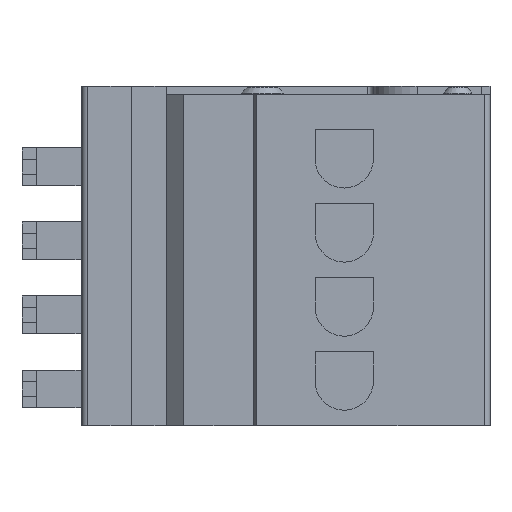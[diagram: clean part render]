
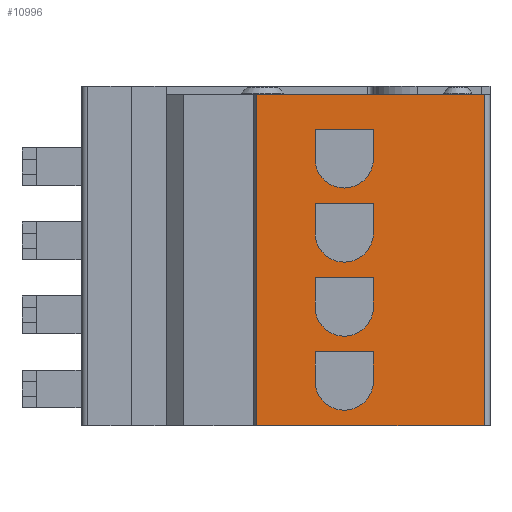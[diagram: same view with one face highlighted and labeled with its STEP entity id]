
A CAD part, left-side view. The second image highlights one B-rep face of the part: STEP entity #10996.
In plain terms, the highlighted planar face has unit normal (-1, 0, 0).
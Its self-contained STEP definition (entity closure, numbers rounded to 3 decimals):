
#699=DIRECTION('',(0.,-1.,0.));
#700=VECTOR('',#699,7.8);
#701=CARTESIAN_POINT('',(0.,8.,-7.62));
#702=LINE('',#701,#700);
#958=DIRECTION('',(0.,-1.,0.));
#959=VECTOR('',#958,2.);
#960=CARTESIAN_POINT('',(0.,6.,-5.08));
#961=LINE('',#960,#959);
#2109=DIRECTION('',(0.,0.,-1.));
#2110=VECTOR('',#2109,11.36);
#2111=CARTESIAN_POINT('',(0.,8.,3.74));
#2112=LINE('',#2111,#2110);
#2121=DIRECTION('',(0.,0.,-1.));
#2122=VECTOR('',#2121,11.36);
#2123=CARTESIAN_POINT('',(0.,0.2,3.74));
#2124=LINE('',#2123,#2122);
#2125=DIRECTION('',(0.,-1.,0.));
#2126=VECTOR('',#2125,7.8);
#2127=CARTESIAN_POINT('',(0.,8.,3.74));
#2128=LINE('',#2127,#2126);
#2129=DIRECTION('',(0.,0.,-1.));
#2130=VECTOR('',#2129,1.);
#2131=CARTESIAN_POINT('',(0.,6.,2.54));
#2132=LINE('',#2131,#2130);
#2133=CARTESIAN_POINT('',(0.,5.,1.54));
#2134=DIRECTION('',(-1.,0.,0.));
#2135=DIRECTION('',(0.,1.,0.));
#2136=AXIS2_PLACEMENT_3D('',#2133,#2134,#2135);
#2138=DIRECTION('',(0.,0.,-1.));
#2139=VECTOR('',#2138,1.);
#2140=CARTESIAN_POINT('',(0.,4.,2.54));
#2141=LINE('',#2140,#2139);
#2142=DIRECTION('',(0.,0.,-1.));
#2143=VECTOR('',#2142,1.);
#2144=CARTESIAN_POINT('',(0.,6.,0.));
#2145=LINE('',#2144,#2143);
#2146=CARTESIAN_POINT('',(0.,5.,-1.));
#2147=DIRECTION('',(-1.,0.,0.));
#2148=DIRECTION('',(0.,1.,0.));
#2149=AXIS2_PLACEMENT_3D('',#2146,#2147,#2148);
#2151=DIRECTION('',(0.,0.,-1.));
#2152=VECTOR('',#2151,1.);
#2153=CARTESIAN_POINT('',(0.,4.,0.));
#2154=LINE('',#2153,#2152);
#2155=DIRECTION('',(0.,0.,-1.));
#2156=VECTOR('',#2155,1.);
#2157=CARTESIAN_POINT('',(0.,6.,-2.54));
#2158=LINE('',#2157,#2156);
#2159=CARTESIAN_POINT('',(0.,5.,-3.54));
#2160=DIRECTION('',(-1.,0.,0.));
#2161=DIRECTION('',(0.,1.,0.));
#2162=AXIS2_PLACEMENT_3D('',#2159,#2160,#2161);
#2164=DIRECTION('',(0.,0.,-1.));
#2165=VECTOR('',#2164,1.);
#2166=CARTESIAN_POINT('',(0.,4.,-2.54));
#2167=LINE('',#2166,#2165);
#2172=DIRECTION('',(0.,0.,-1.));
#2173=VECTOR('',#2172,1.);
#2174=CARTESIAN_POINT('',(0.,6.,-5.08));
#2175=LINE('',#2174,#2173);
#2176=CARTESIAN_POINT('',(0.,5.,-6.08));
#2177=DIRECTION('',(-1.,0.,0.));
#2178=DIRECTION('',(0.,1.,0.));
#2179=AXIS2_PLACEMENT_3D('',#2176,#2177,#2178);
#2181=DIRECTION('',(0.,0.,-1.));
#2182=VECTOR('',#2181,1.);
#2183=CARTESIAN_POINT('',(0.,4.,-5.08));
#2184=LINE('',#2183,#2182);
#2261=DIRECTION('',(0.,-1.,0.));
#2262=VECTOR('',#2261,2.);
#2263=CARTESIAN_POINT('',(0.,6.,2.54));
#2264=LINE('',#2263,#2262);
#2637=DIRECTION('',(0.,-1.,0.));
#2638=VECTOR('',#2637,2.);
#2639=CARTESIAN_POINT('',(0.,6.,0.));
#2640=LINE('',#2639,#2638);
#3778=DIRECTION('',(0.,-1.,0.));
#3779=VECTOR('',#3778,2.);
#3780=CARTESIAN_POINT('',(0.,6.,-2.54));
#3781=LINE('',#3780,#3779);
#6265=CARTESIAN_POINT('',(0.,0.2,3.74));
#6267=VERTEX_POINT('',#6265);
#6325=CARTESIAN_POINT('',(0.,8.,3.74));
#6326=VERTEX_POINT('',#6325);
#6529=CARTESIAN_POINT('',(0.,6.,1.54));
#6530=CARTESIAN_POINT('',(0.,4.,1.54));
#6531=VERTEX_POINT('',#6529);
#6532=VERTEX_POINT('',#6530);
#6807=CARTESIAN_POINT('',(0.,4.,2.54));
#6809=VERTEX_POINT('',#6807);
#6811=CARTESIAN_POINT('',(0.,6.,2.54));
#6813=VERTEX_POINT('',#6811);
#6881=CARTESIAN_POINT('',(0.,6.,-1.));
#6882=CARTESIAN_POINT('',(0.,4.,-1.));
#6883=VERTEX_POINT('',#6881);
#6884=VERTEX_POINT('',#6882);
#7159=CARTESIAN_POINT('',(0.,4.,0.));
#7161=VERTEX_POINT('',#7159);
#7163=CARTESIAN_POINT('',(0.,6.,0.));
#7165=VERTEX_POINT('',#7163);
#7239=CARTESIAN_POINT('',(0.,6.,-3.54));
#7240=CARTESIAN_POINT('',(0.,4.,-3.54));
#7241=VERTEX_POINT('',#7239);
#7242=VERTEX_POINT('',#7240);
#7517=CARTESIAN_POINT('',(0.,4.,-2.54));
#7519=VERTEX_POINT('',#7517);
#7521=CARTESIAN_POINT('',(0.,6.,-2.54));
#7523=VERTEX_POINT('',#7521);
#7563=CARTESIAN_POINT('',(0.,8.,-7.62));
#7565=VERTEX_POINT('',#7563);
#7657=CARTESIAN_POINT('',(0.,6.,-6.08));
#7658=CARTESIAN_POINT('',(0.,4.,-6.08));
#7659=VERTEX_POINT('',#7657);
#7660=VERTEX_POINT('',#7658);
#7678=CARTESIAN_POINT('',(0.,0.2,-7.62));
#7680=VERTEX_POINT('',#7678);
#8035=CARTESIAN_POINT('',(0.,4.,-5.08));
#8037=VERTEX_POINT('',#8035);
#8039=CARTESIAN_POINT('',(0.,6.,-5.08));
#8041=VERTEX_POINT('',#8039);
#10946=CARTESIAN_POINT('',(0.,13.8,2.54));
#10947=DIRECTION('',(-1.,0.,0.));
#10948=DIRECTION('',(0.,-1.,0.));
#10949=AXIS2_PLACEMENT_3D('',#10946,#10947,#10948);
#10950=PLANE('',#10949);
#10951=ORIENTED_EDGE('',*,*,#8932,.T.);
#10952=ORIENTED_EDGE('',*,*,#8889,.F.);
#10953=ORIENTED_EDGE('',*,*,#10938,.F.);
#10954=ORIENTED_EDGE('',*,*,#9735,.T.);
#10955=EDGE_LOOP('',(#10951,#10952,#10953,#10954));
#10956=FACE_OUTER_BOUND('',#10955,.F.);
#10958=ORIENTED_EDGE('',*,*,#10957,.F.);
#10960=ORIENTED_EDGE('',*,*,#10959,.T.);
#10962=ORIENTED_EDGE('',*,*,#10961,.T.);
#10964=ORIENTED_EDGE('',*,*,#10963,.F.);
#10965=EDGE_LOOP('',(#10958,#10960,#10962,#10964));
#10966=FACE_BOUND('',#10965,.F.);
#10968=ORIENTED_EDGE('',*,*,#10967,.F.);
#10970=ORIENTED_EDGE('',*,*,#10969,.T.);
#10972=ORIENTED_EDGE('',*,*,#10971,.T.);
#10974=ORIENTED_EDGE('',*,*,#10973,.F.);
#10975=EDGE_LOOP('',(#10968,#10970,#10972,#10974));
#10976=FACE_BOUND('',#10975,.F.);
#10978=ORIENTED_EDGE('',*,*,#10977,.F.);
#10980=ORIENTED_EDGE('',*,*,#10979,.T.);
#10982=ORIENTED_EDGE('',*,*,#10981,.T.);
#10984=ORIENTED_EDGE('',*,*,#10983,.F.);
#10985=EDGE_LOOP('',(#10978,#10980,#10982,#10984));
#10986=FACE_BOUND('',#10985,.F.);
#10987=ORIENTED_EDGE('',*,*,#9162,.F.);
#10989=ORIENTED_EDGE('',*,*,#10988,.T.);
#10991=ORIENTED_EDGE('',*,*,#10990,.T.);
#10993=ORIENTED_EDGE('',*,*,#10992,.F.);
#10994=EDGE_LOOP('',(#10987,#10989,#10991,#10993));
#10995=FACE_BOUND('',#10994,.F.);
#10996=ADVANCED_FACE('',(#10956,#10966,#10976,#10986,#10995),#10950,.T.);
#2137=CIRCLE('',#2136,1.);
#2150=CIRCLE('',#2149,1.);
#2163=CIRCLE('',#2162,1.);
#2180=CIRCLE('',#2179,1.);
#8889=EDGE_CURVE('',#7565,#7680,#702,.T.);
#8932=EDGE_CURVE('',#6267,#7680,#2124,.T.);
#9162=EDGE_CURVE('',#8041,#8037,#961,.T.);
#9735=EDGE_CURVE('',#6326,#6267,#2128,.T.);
#10938=EDGE_CURVE('',#6326,#7565,#2112,.T.);
#10957=EDGE_CURVE('',#6813,#6809,#2264,.T.);
#10959=EDGE_CURVE('',#6813,#6531,#2132,.T.);
#10961=EDGE_CURVE('',#6531,#6532,#2137,.T.);
#10963=EDGE_CURVE('',#6809,#6532,#2141,.T.);
#10967=EDGE_CURVE('',#7165,#7161,#2640,.T.);
#10969=EDGE_CURVE('',#7165,#6883,#2145,.T.);
#10971=EDGE_CURVE('',#6883,#6884,#2150,.T.);
#10973=EDGE_CURVE('',#7161,#6884,#2154,.T.);
#10977=EDGE_CURVE('',#7523,#7519,#3781,.T.);
#10979=EDGE_CURVE('',#7523,#7241,#2158,.T.);
#10981=EDGE_CURVE('',#7241,#7242,#2163,.T.);
#10983=EDGE_CURVE('',#7519,#7242,#2167,.T.);
#10988=EDGE_CURVE('',#8041,#7659,#2175,.T.);
#10990=EDGE_CURVE('',#7659,#7660,#2180,.T.);
#10992=EDGE_CURVE('',#8037,#7660,#2184,.T.);
